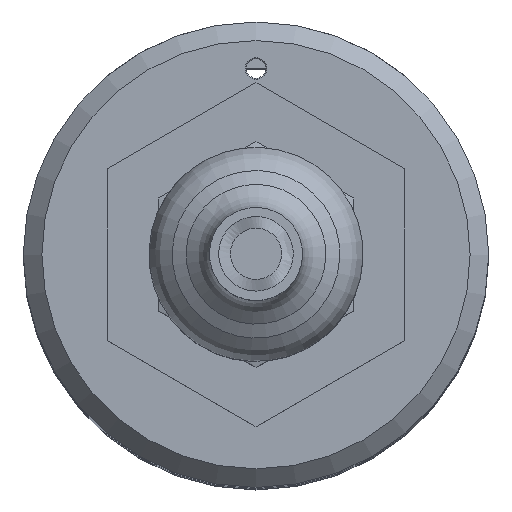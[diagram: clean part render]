
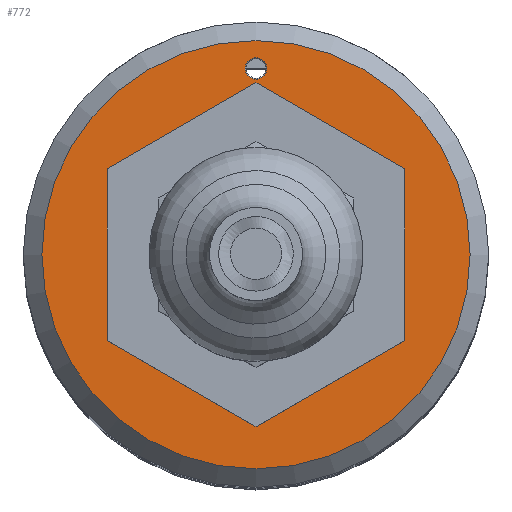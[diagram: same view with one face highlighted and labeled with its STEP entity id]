
A CAD part, top view. The second image highlights one B-rep face of the part: STEP entity #772.
In plain terms, the highlighted planar face has unit normal (0, 0, 1).
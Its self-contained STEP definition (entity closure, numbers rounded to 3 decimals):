
#26 = CARTESIAN_POINT ( 'NONE',  ( 0., 20., 0. ) ) ;
#222 = EDGE_CURVE ( 'NONE', #2309, #2309, #1374, .T. ) ;
#267 = PLANE ( 'NONE',  #2235 ) ;
#280 = CARTESIAN_POINT ( 'NONE',  ( 0., 0., 0. ) ) ;
#441 = CIRCLE ( 'NONE', #1957, 23. ) ;
#521 = DIRECTION ( 'NONE',  ( 0., 0., -1. ) ) ;
#640 = ORIENTED_EDGE ( 'NONE', *, *, #641, .T. ) ;
#641 = EDGE_CURVE ( 'NONE', #861, #861, #441, .T. ) ;
#667 = CARTESIAN_POINT ( 'NONE',  ( 23., 0., 0. ) ) ;
#730 = ORIENTED_EDGE ( 'NONE', *, *, #1160, .T. ) ;
#772 = ADVANCED_FACE ( 'NONE', ( #1468, #799, #942 ), #267, .T. ) ;
#799 = FACE_BOUND ( 'NONE', #977, .T. ) ;
#861 = VERTEX_POINT ( 'NONE', #667 ) ;
#942 = FACE_OUTER_BOUND ( 'NONE', #1341, .T. ) ;
#977 = EDGE_LOOP ( 'NONE', ( #730 ) ) ;
#1030 = CARTESIAN_POINT ( 'NONE',  ( 1.15, 20., 0. ) ) ;
#1037 = CARTESIAN_POINT ( 'NONE',  ( 14.25, 0., 0. ) ) ;
#1160 = EDGE_CURVE ( 'NONE', #1828, #1828, #2177, .T. ) ;
#1167 = AXIS2_PLACEMENT_3D ( 'NONE', #26, #1807, #2325 ) ;
#1290 = EDGE_LOOP ( 'NONE', ( #2239 ) ) ;
#1341 = EDGE_LOOP ( 'NONE', ( #640 ) ) ;
#1374 = CIRCLE ( 'NONE', #1167, 1.15 ) ;
#1468 = FACE_BOUND ( 'NONE', #1290, .T. ) ;
#1551 = DIRECTION ( 'NONE',  ( 1., 0., 0. ) ) ;
#1588 = DIRECTION ( 'NONE',  ( 1., 0., 0. ) ) ;
#1636 = DIRECTION ( 'NONE',  ( 1., 0., 0. ) ) ;
#1807 = DIRECTION ( 'NONE',  ( 0., 0., -1. ) ) ;
#1828 = VERTEX_POINT ( 'NONE', #1037 ) ;
#1834 = CARTESIAN_POINT ( 'NONE',  ( 0., 0., 0. ) ) ;
#1943 = AXIS2_PLACEMENT_3D ( 'NONE', #1959, #521, #1588 ) ;
#1957 = AXIS2_PLACEMENT_3D ( 'NONE', #1834, #2100, #1636 ) ;
#1959 = CARTESIAN_POINT ( 'NONE',  ( 0., 0., 0. ) ) ;
#2100 = DIRECTION ( 'NONE',  ( 0., 0., 1. ) ) ;
#2177 = CIRCLE ( 'NONE', #1943, 14.25 ) ;
#2227 = DIRECTION ( 'NONE',  ( 0., 0., 1. ) ) ;
#2235 = AXIS2_PLACEMENT_3D ( 'NONE', #280, #2227, #1551 ) ;
#2239 = ORIENTED_EDGE ( 'NONE', *, *, #222, .T. ) ;
#2309 = VERTEX_POINT ( 'NONE', #1030 ) ;
#2325 = DIRECTION ( 'NONE',  ( 1., 0., 0. ) ) ;
